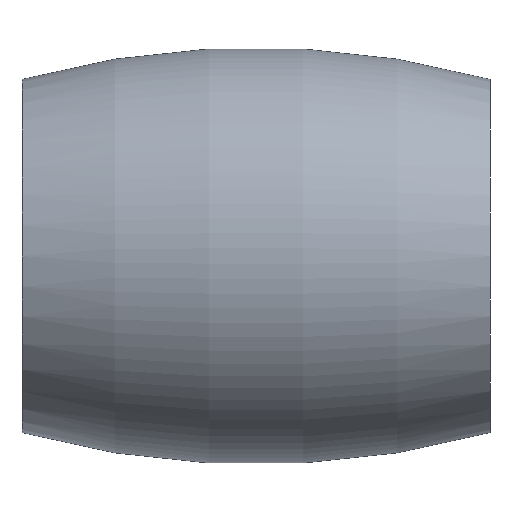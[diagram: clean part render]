
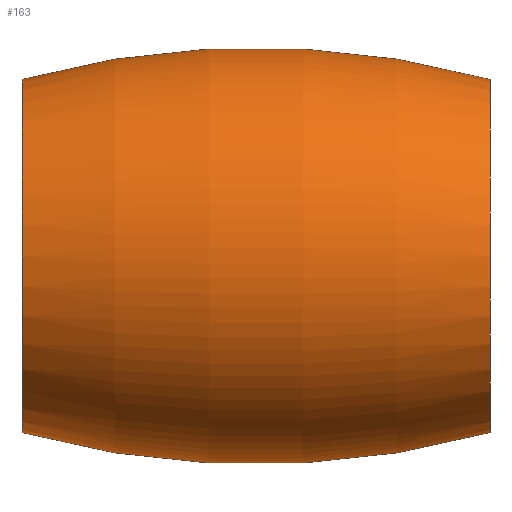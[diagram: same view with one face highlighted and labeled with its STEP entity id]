
A CAD part, front view. The second image highlights one B-rep face of the part: STEP entity #163.
In plain terms, the highlighted toroidal (fillet/blend) face has major radius 48.44 mm and minor radius 63.413 mm.
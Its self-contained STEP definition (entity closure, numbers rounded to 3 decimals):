
#9 = CIRCLE ( 'NONE', #192, 63.412 ) ;
#10 = VERTEX_POINT ( 'NONE', #47 ) ;
#11 = DIRECTION ( 'NONE',  ( 0., 0., -1. ) ) ;
#23 = EDGE_CURVE ( 'NONE', #173, #10, #129, .T. ) ;
#38 = DIRECTION ( 'NONE',  ( 0., 0., -1. ) ) ;
#42 = AXIS2_PLACEMENT_3D ( 'NONE', #112, #200, #131 ) ;
#44 = ORIENTED_EDGE ( 'NONE', *, *, #23, .F. ) ;
#47 = CARTESIAN_POINT ( 'NONE',  ( 16.823, 0., -12.7 ) ) ;
#49 = DIRECTION ( 'NONE',  ( 0., 0., 1. ) ) ;
#58 = CARTESIAN_POINT ( 'NONE',  ( 16.823, 0., 0. ) ) ;
#60 = ORIENTED_EDGE ( 'NONE', *, *, #170, .T. ) ;
#62 = TOROIDAL_SURFACE ( 'NONE', #42, -48.44, 63.412 ) ;
#78 = FACE_OUTER_BOUND ( 'NONE', #176, .T. ) ;
#83 = CARTESIAN_POINT ( 'NONE',  ( -16.823, 0., 12.7 ) ) ;
#88 = CIRCLE ( 'NONE', #169, 63.412 ) ;
#91 = VERTEX_POINT ( 'NONE', #83 ) ;
#97 = DIRECTION ( 'NONE',  ( 0., 0., -1. ) ) ;
#99 = CARTESIAN_POINT ( 'NONE',  ( 0., 0., 48.44 ) ) ;
#102 = AXIS2_PLACEMENT_3D ( 'NONE', #113, #198, #97 ) ;
#112 = CARTESIAN_POINT ( 'NONE',  ( 0., 0., 0. ) ) ;
#113 = CARTESIAN_POINT ( 'NONE',  ( -16.823, 0., 0. ) ) ;
#115 = CARTESIAN_POINT ( 'NONE',  ( -16.823, 0., -12.7 ) ) ;
#117 = DIRECTION ( 'NONE',  ( 0., -1., 0. ) ) ;
#120 = CIRCLE ( 'NONE', #102, 12.7 ) ;
#124 = ORIENTED_EDGE ( 'NONE', *, *, #209, .T. ) ;
#129 = CIRCLE ( 'NONE', #199, 12.7 ) ;
#131 = DIRECTION ( 'NONE',  ( 0., 0., -1. ) ) ;
#163 = ADVANCED_FACE ( 'NONE', ( #78 ), #62, .T. ) ;
#169 = AXIS2_PLACEMENT_3D ( 'NONE', #99, #117, #38 ) ;
#170 = EDGE_CURVE ( 'NONE', #187, #10, #88, .T. ) ;
#173 = VERTEX_POINT ( 'NONE', #216 ) ;
#176 = EDGE_LOOP ( 'NONE', ( #205, #124, #60, #44 ) ) ;
#182 = CARTESIAN_POINT ( 'NONE',  ( 0., 0., -48.44 ) ) ;
#187 = VERTEX_POINT ( 'NONE', #115 ) ;
#188 = DIRECTION ( 'NONE',  ( 1., 0., 0. ) ) ;
#192 = AXIS2_PLACEMENT_3D ( 'NONE', #182, #193, #49 ) ;
#193 = DIRECTION ( 'NONE',  ( 0., 1., 0. ) ) ;
#195 = EDGE_CURVE ( 'NONE', #91, #173, #9, .T. ) ;
#198 = DIRECTION ( 'NONE',  ( 1., 0., 0. ) ) ;
#199 = AXIS2_PLACEMENT_3D ( 'NONE', #58, #188, #11 ) ;
#200 = DIRECTION ( 'NONE',  ( 1., 0., 0. ) ) ;
#205 = ORIENTED_EDGE ( 'NONE', *, *, #195, .F. ) ;
#209 = EDGE_CURVE ( 'NONE', #91, #187, #120, .T. ) ;
#216 = CARTESIAN_POINT ( 'NONE',  ( 16.823, 0., 12.7 ) ) ;
